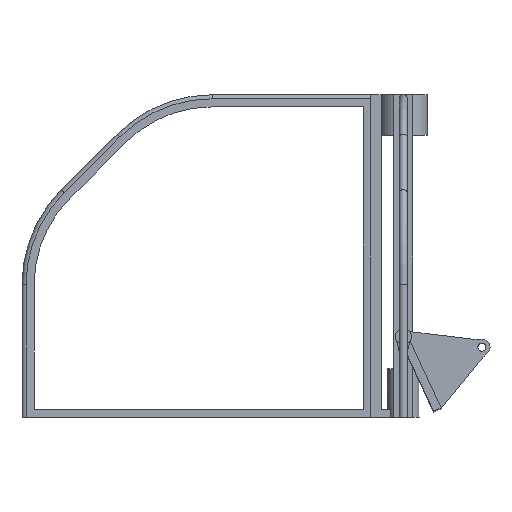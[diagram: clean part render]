
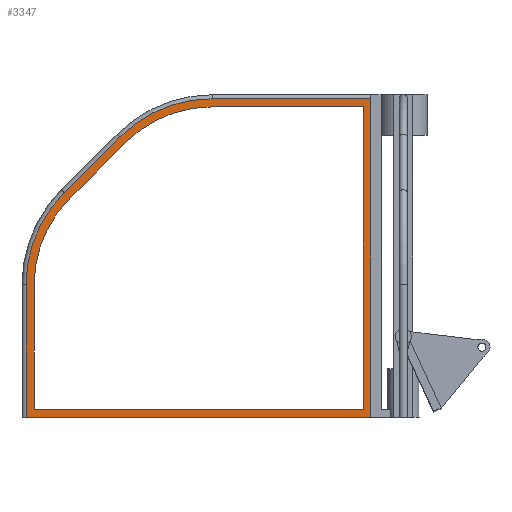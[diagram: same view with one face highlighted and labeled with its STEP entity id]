
A CAD part, left-side view. The second image highlights one B-rep face of the part: STEP entity #3347.
In plain terms, the highlighted face is planar.
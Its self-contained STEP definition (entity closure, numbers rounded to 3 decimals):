
#86=FACE_BOUND('',#674,.T.);
#195=CIRCLE('',#3687,45.5);
#197=CIRCLE('',#3691,45.5);
#200=CIRCLE('',#3699,48.5);
#204=CIRCLE('',#3705,48.5);
#323=PLANE('',#3710);
#491=FACE_OUTER_BOUND('',#673,.T.);
#673=EDGE_LOOP('',(#3111,#3112,#3113,#3114,#3115,#3116,#3117));
#674=EDGE_LOOP('',(#3118,#3119,#3120,#3121,#3122,#3123,#3124));
#991=LINE('',#5664,#1334);
#997=LINE('',#5679,#1340);
#1001=LINE('',#5691,#1344);
#1005=LINE('',#5703,#1348);
#1008=LINE('',#5709,#1351);
#1011=LINE('',#5713,#1354);
#1013=LINE('',#5719,#1356);
#1014=LINE('',#5730,#1357);
#1016=LINE('',#5742,#1359);
#1019=LINE('',#5746,#1362);
#1334=VECTOR('',#4576,10.);
#1340=VECTOR('',#4588,10.);
#1344=VECTOR('',#4600,10.);
#1348=VECTOR('',#4612,10.);
#1351=VECTOR('',#4617,10.);
#1354=VECTOR('',#4622,10.);
#1356=VECTOR('',#4628,10.);
#1357=VECTOR('',#4641,10.);
#1359=VECTOR('',#4655,10.);
#1362=VECTOR('',#4660,10.);
#1662=VERTEX_POINT('',#5661);
#1663=VERTEX_POINT('',#5663);
#1668=VERTEX_POINT('',#5676);
#1669=VERTEX_POINT('',#5678);
#1671=VERTEX_POINT('',#5684);
#1673=VERTEX_POINT('',#5690);
#1675=VERTEX_POINT('',#5696);
#1677=VERTEX_POINT('',#5702);
#1679=VERTEX_POINT('',#5708);
#1681=VERTEX_POINT('',#5717);
#1683=VERTEX_POINT('',#5722);
#1684=VERTEX_POINT('',#5727);
#1687=VERTEX_POINT('',#5734);
#1689=VERTEX_POINT('',#5740);
#2130=EDGE_CURVE('',#1663,#1662,#991,.T.);
#2137=EDGE_CURVE('',#1669,#1668,#997,.T.);
#2140=EDGE_CURVE('',#1671,#1669,#195,.T.);
#2143=EDGE_CURVE('',#1673,#1671,#1001,.T.);
#2146=EDGE_CURVE('',#1675,#1673,#197,.T.);
#2149=EDGE_CURVE('',#1677,#1675,#1005,.T.);
#2152=EDGE_CURVE('',#1679,#1677,#1008,.T.);
#2155=EDGE_CURVE('',#1668,#1679,#1011,.T.);
#2158=EDGE_CURVE('',#1681,#1662,#1013,.T.);
#2160=EDGE_CURVE('',#1683,#1681,#200,.T.);
#2163=EDGE_CURVE('',#1684,#1683,#1014,.T.);
#2166=EDGE_CURVE('',#1687,#1684,#204,.T.);
#2169=EDGE_CURVE('',#1689,#1687,#1016,.T.);
#2172=EDGE_CURVE('',#1689,#1663,#1019,.T.);
#3111=ORIENTED_EDGE('',*,*,#2169,.F.);
#3112=ORIENTED_EDGE('',*,*,#2172,.T.);
#3113=ORIENTED_EDGE('',*,*,#2130,.T.);
#3114=ORIENTED_EDGE('',*,*,#2158,.F.);
#3115=ORIENTED_EDGE('',*,*,#2160,.F.);
#3116=ORIENTED_EDGE('',*,*,#2163,.F.);
#3117=ORIENTED_EDGE('',*,*,#2166,.F.);
#3118=ORIENTED_EDGE('',*,*,#2137,.T.);
#3119=ORIENTED_EDGE('',*,*,#2155,.T.);
#3120=ORIENTED_EDGE('',*,*,#2152,.T.);
#3121=ORIENTED_EDGE('',*,*,#2149,.T.);
#3122=ORIENTED_EDGE('',*,*,#2146,.T.);
#3123=ORIENTED_EDGE('',*,*,#2143,.T.);
#3124=ORIENTED_EDGE('',*,*,#2140,.T.);
#3347=ADVANCED_FACE('',(#491,#86),#323,.T.);
#3687=AXIS2_PLACEMENT_3D('',#5685,#4594,#4595);
#3691=AXIS2_PLACEMENT_3D('',#5697,#4606,#4607);
#3699=AXIS2_PLACEMENT_3D('',#5724,#4633,#4634);
#3705=AXIS2_PLACEMENT_3D('',#5736,#4647,#4648);
#3710=AXIS2_PLACEMENT_3D('',#5747,#4661,#4662);
#4576=DIRECTION('',(0.,0.,1.));
#4588=DIRECTION('',(-1.,0.,0.));
#4594=DIRECTION('center_axis',(0.,-1.,0.));
#4595=DIRECTION('ref_axis',(0.,0.,1.));
#4600=DIRECTION('',(-0.707,0.,0.707));
#4606=DIRECTION('center_axis',(0.,-1.,0.));
#4607=DIRECTION('ref_axis',(0.707,0.,0.707));
#4612=DIRECTION('',(0.,0.,1.));
#4617=DIRECTION('',(1.,0.,0.));
#4622=DIRECTION('',(0.,0.,-1.));
#4628=DIRECTION('',(-1.,0.,0.));
#4633=DIRECTION('center_axis',(0.,-1.,0.));
#4634=DIRECTION('ref_axis',(0.383,0.,0.924));
#4641=DIRECTION('',(-0.707,0.,0.707));
#4647=DIRECTION('center_axis',(0.,-1.,0.));
#4648=DIRECTION('ref_axis',(0.924,0.,0.383));
#4655=DIRECTION('',(0.,0.,1.));
#4660=DIRECTION('',(-1.,0.,0.));
#4661=DIRECTION('center_axis',(0.,1.,0.));
#4662=DIRECTION('ref_axis',(0.,0.,1.));
#5661=CARTESIAN_POINT('',(0.,3.,118.5));
#5663=CARTESIAN_POINT('',(0.,3.,0.));
#5664=CARTESIAN_POINT('',(0.,3.,120.));
#5676=CARTESIAN_POINT('',(3.,3.,115.5));
#5678=CARTESIAN_POINT('',(59.289,3.,115.5));
#5679=CARTESIAN_POINT('',(62.145,3.,115.5));
#5684=CARTESIAN_POINT('',(91.463,3.,102.173));
#5685=CARTESIAN_POINT('Origin',(59.289,3.,70.));
#5690=CARTESIAN_POINT('',(112.173,3.,81.463));
#5691=CARTESIAN_POINT('',(105.746,3.,87.89));
#5696=CARTESIAN_POINT('',(125.5,3.,49.289));
#5697=CARTESIAN_POINT('Origin',(80.,3.,49.289));
#5702=CARTESIAN_POINT('',(125.5,3.,3.));
#5703=CARTESIAN_POINT('',(125.5,3.,31.5));
#5708=CARTESIAN_POINT('',(3.,3.,3.));
#5709=CARTESIAN_POINT('',(34.,3.,3.));
#5713=CARTESIAN_POINT('',(3.,3.,87.75));
#5717=CARTESIAN_POINT('',(59.289,3.,118.5));
#5719=CARTESIAN_POINT('',(32.5,3.,118.5));
#5722=CARTESIAN_POINT('',(93.584,3.,104.295));
#5724=CARTESIAN_POINT('Origin',(59.289,3.,70.));
#5727=CARTESIAN_POINT('',(114.295,3.,83.584));
#5730=CARTESIAN_POINT('',(102.689,3.,95.189));
#5734=CARTESIAN_POINT('',(128.5,3.,49.289));
#5736=CARTESIAN_POINT('Origin',(80.,3.,49.289));
#5740=CARTESIAN_POINT('',(128.5,3.,0.));
#5742=CARTESIAN_POINT('',(128.5,3.,90.));
#5746=CARTESIAN_POINT('',(0.,3.,0.));
#5747=CARTESIAN_POINT('Origin',(65.,3.,60.));
